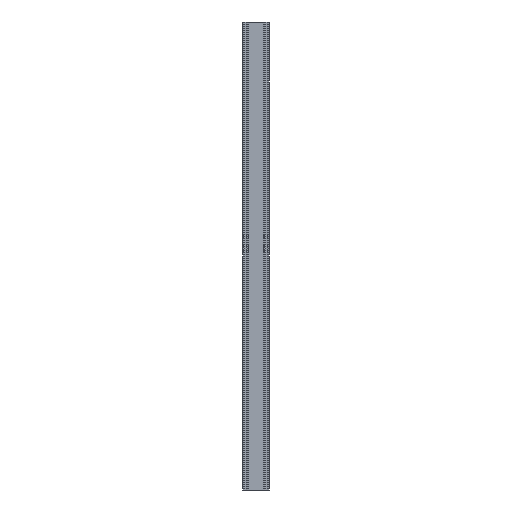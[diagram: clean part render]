
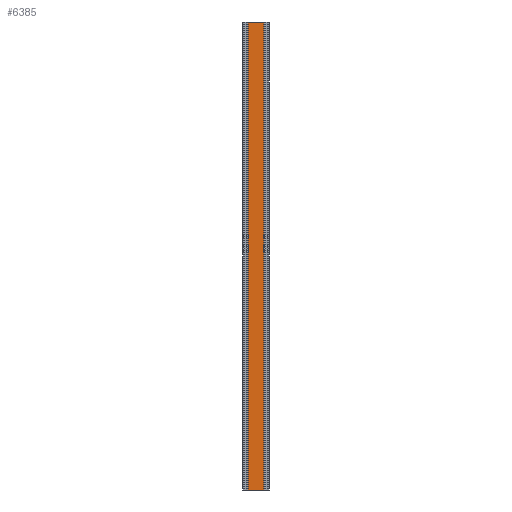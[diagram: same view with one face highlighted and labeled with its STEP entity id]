
A CAD part, left-side view. The second image highlights one B-rep face of the part: STEP entity #6385.
In plain terms, the highlighted planar face has unit normal (-1, 0, 0).
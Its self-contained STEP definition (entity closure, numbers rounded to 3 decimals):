
#407 = VERTEX_POINT ( 'NONE', #10072 ) ;
#443 = CARTESIAN_POINT ( 'NONE',  ( -7., -4.5, 267. ) ) ;
#1167 = AXIS2_PLACEMENT_3D ( 'NONE', #1895, #7771, #5194 ) ;
#1895 = CARTESIAN_POINT ( 'NONE',  ( -7., -4.5, 0. ) ) ;
#2333 = ORIENTED_EDGE ( 'NONE', *, *, #5921, .F. ) ;
#2469 = CARTESIAN_POINT ( 'NONE',  ( -7., 4.4, 267. ) ) ;
#3025 = VECTOR ( 'NONE', #9854, 1000. ) ;
#3100 = ORIENTED_EDGE ( 'NONE', *, *, #8189, .T. ) ;
#3508 = CARTESIAN_POINT ( 'NONE',  ( -7., 4.4, 0. ) ) ;
#3746 = VECTOR ( 'NONE', #9548, 1000. ) ;
#3857 = CARTESIAN_POINT ( 'NONE',  ( -7., 4.4, 0. ) ) ;
#4667 = ORIENTED_EDGE ( 'NONE', *, *, #7749, .T. ) ;
#4739 = VERTEX_POINT ( 'NONE', #2469 ) ;
#4818 = VECTOR ( 'NONE', #6855, 1000. ) ;
#5194 = DIRECTION ( 'NONE',  ( 0., 1., 0. ) ) ;
#5744 = LINE ( 'NONE', #9267, #4818 ) ;
#5921 = EDGE_CURVE ( 'NONE', #407, #10594, #7566, .T. ) ;
#5946 = VERTEX_POINT ( 'NONE', #9298 ) ;
#6325 = ORIENTED_EDGE ( 'NONE', *, *, #8370, .T. ) ;
#6385 = ADVANCED_FACE ( 'NONE', ( #7939 ), #6926, .F. ) ;
#6855 = DIRECTION ( 'NONE',  ( 0., 0., 1. ) ) ;
#6926 = PLANE ( 'NONE',  #1167 ) ;
#7347 = EDGE_LOOP ( 'NONE', ( #4667, #6325, #2333, #3100 ) ) ;
#7566 = LINE ( 'NONE', #10258, #9563 ) ;
#7749 = EDGE_CURVE ( 'NONE', #5946, #4739, #8116, .T. ) ;
#7771 = DIRECTION ( 'NONE',  ( 1., 0., 0. ) ) ;
#7810 = LINE ( 'NONE', #3508, #3746 ) ;
#7939 = FACE_OUTER_BOUND ( 'NONE', #7347, .T. ) ;
#8116 = LINE ( 'NONE', #443, #3025 ) ;
#8189 = EDGE_CURVE ( 'NONE', #407, #5946, #5744, .T. ) ;
#8370 = EDGE_CURVE ( 'NONE', #4739, #10594, #7810, .T. ) ;
#8569 = DIRECTION ( 'NONE',  ( 0., 1., 0. ) ) ;
#9267 = CARTESIAN_POINT ( 'NONE',  ( -7., -4.4, 267. ) ) ;
#9298 = CARTESIAN_POINT ( 'NONE',  ( -7., -4.4, 267. ) ) ;
#9548 = DIRECTION ( 'NONE',  ( 0., 0., -1. ) ) ;
#9563 = VECTOR ( 'NONE', #8569, 1000. ) ;
#9854 = DIRECTION ( 'NONE',  ( 0., 1., 0. ) ) ;
#10072 = CARTESIAN_POINT ( 'NONE',  ( -7., -4.4, 0. ) ) ;
#10258 = CARTESIAN_POINT ( 'NONE',  ( -7., -4.5, 0. ) ) ;
#10594 = VERTEX_POINT ( 'NONE', #3857 ) ;
